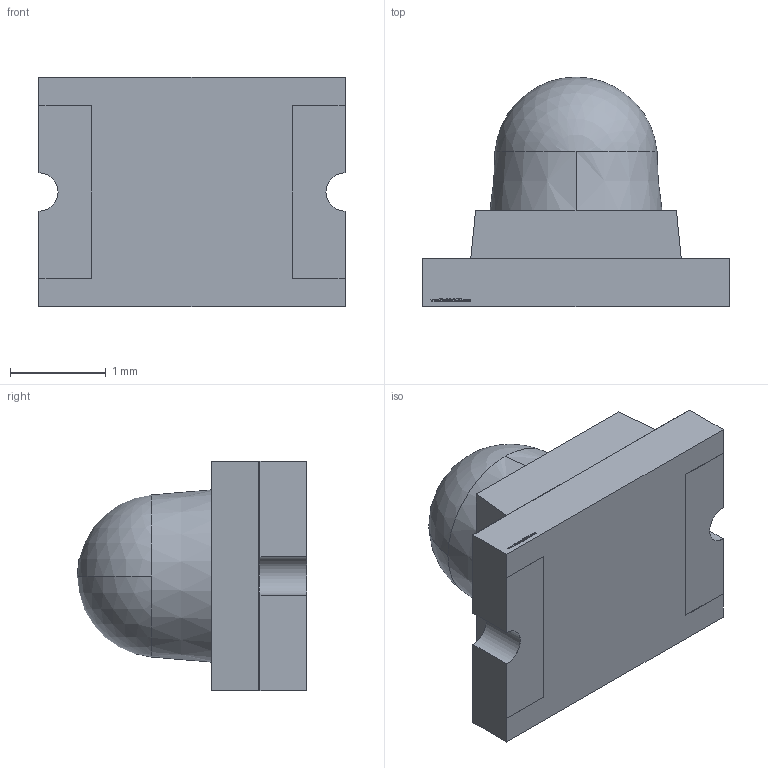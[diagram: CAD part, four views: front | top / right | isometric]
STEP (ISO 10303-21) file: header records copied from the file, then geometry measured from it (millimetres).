
FILE_DESCRIPTION (( 'STEP AP214' ), '1' );
FILE_NAME ('APD3223.STEP', '2014-10-16T00:06:43', ( 'admin' ), ( '' ), 'SwSTEP 2.0', 'SolidWorks 2012', '' );
FILE_SCHEMA (( 'AUTOMOTIVE_DESIGN' ));
Length unit declared in the file: millimetre
Products named in the file (1): APD3223
Bounding box: 3.2 x 2.4 x 2.4 mm (x, y, z)
Volume: 9 mm3; surface area: 49.1 mm2
Topology: 6 solids, 6 shells, 339 faces, 895 edges, 597 vertices
Faces by surface type: plane 213, bspline 116, cylinder 6, sphere 2, cone 2
Entity records: 19661 total; most frequent: CARTESIAN_POINT 8220, ORIENTED_EDGE 1790, DIRECTION 1131, EDGE_CURVE 895, LINE 643, VECTOR 643, VERTEX_POINT 597, EDGE_LOOP 368
